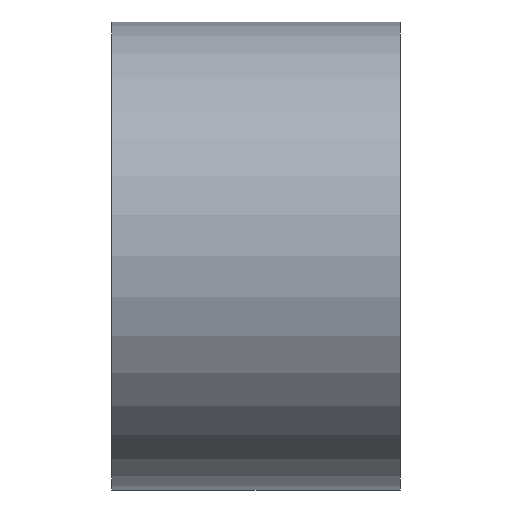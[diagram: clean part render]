
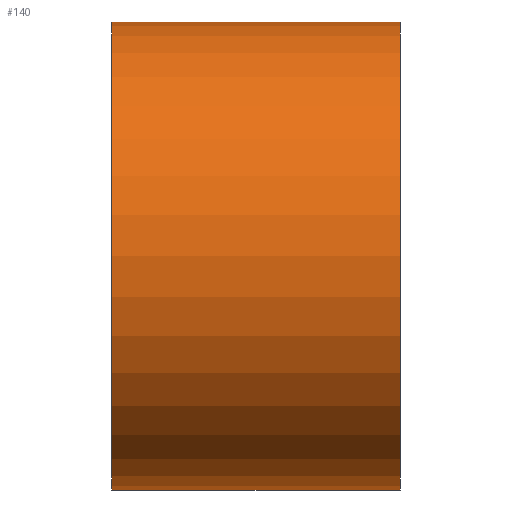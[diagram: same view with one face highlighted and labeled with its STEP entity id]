
A CAD part, left-side view. The second image highlights one B-rep face of the part: STEP entity #140.
In plain terms, the highlighted cylindrical face has radius 3.975 mm (diameter 7.95 mm), a partial arc.
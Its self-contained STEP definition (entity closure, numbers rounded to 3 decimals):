
#14 = EDGE_CURVE ( 'NONE', #48, #217, #291, .T. ) ;
#18 = DIRECTION ( 'NONE',  ( 0., 0., 1. ) ) ;
#44 = ORIENTED_EDGE ( 'NONE', *, *, #129, .F. ) ;
#45 = CIRCLE ( 'NONE', #215, 3.975 ) ;
#48 = VERTEX_POINT ( 'NONE', #104 ) ;
#61 = CARTESIAN_POINT ( 'NONE',  ( 0., 2.45, 0. ) ) ;
#62 = DIRECTION ( 'NONE',  ( 0., 1., 0. ) ) ;
#72 = ORIENTED_EDGE ( 'NONE', *, *, #183, .T. ) ;
#95 = AXIS2_PLACEMENT_3D ( 'NONE', #133, #224, #18 ) ;
#97 = EDGE_CURVE ( 'NONE', #189, #168, #225, .T. ) ;
#104 = CARTESIAN_POINT ( 'NONE',  ( 0., 2.45, -3.975 ) ) ;
#109 = CARTESIAN_POINT ( 'NONE',  ( 0., 2.45, 3.975 ) ) ;
#110 = DIRECTION ( 'NONE',  ( 0., 0., 1. ) ) ;
#127 = DIRECTION ( 'NONE',  ( 0., -1., 0. ) ) ;
#129 = EDGE_CURVE ( 'NONE', #48, #189, #45, .T. ) ;
#130 = DIRECTION ( 'NONE',  ( 0., -1., 0. ) ) ;
#133 = CARTESIAN_POINT ( 'NONE',  ( 0., -2.45, 0. ) ) ;
#135 = CARTESIAN_POINT ( 'NONE',  ( 0., 2.45, 0. ) ) ;
#140 = ADVANCED_FACE ( 'NONE', ( #253 ), #296, .T. ) ;
#147 = CARTESIAN_POINT ( 'NONE',  ( 0., 2.45, -3.975 ) ) ;
#156 = VECTOR ( 'NONE', #127, 1000. ) ;
#166 = ORIENTED_EDGE ( 'NONE', *, *, #14, .T. ) ;
#168 = VERTEX_POINT ( 'NONE', #245 ) ;
#182 = CARTESIAN_POINT ( 'NONE',  ( 0., 2.45, 3.975 ) ) ;
#183 = EDGE_CURVE ( 'NONE', #217, #168, #226, .T. ) ;
#189 = VERTEX_POINT ( 'NONE', #182 ) ;
#190 = VECTOR ( 'NONE', #130, 1000. ) ;
#210 = ORIENTED_EDGE ( 'NONE', *, *, #97, .F. ) ;
#215 = AXIS2_PLACEMENT_3D ( 'NONE', #135, #62, #110 ) ;
#217 = VERTEX_POINT ( 'NONE', #274 ) ;
#224 = DIRECTION ( 'NONE',  ( 0., 1., 0. ) ) ;
#225 = LINE ( 'NONE', #109, #190 ) ;
#226 = CIRCLE ( 'NONE', #95, 3.975 ) ;
#242 = EDGE_LOOP ( 'NONE', ( #210, #44, #166, #72 ) ) ;
#245 = CARTESIAN_POINT ( 'NONE',  ( 0., -2.45, 3.975 ) ) ;
#253 = FACE_OUTER_BOUND ( 'NONE', #242, .T. ) ;
#269 = DIRECTION ( 'NONE',  ( 0., 0., -1. ) ) ;
#273 = DIRECTION ( 'NONE',  ( 0., -1., 0. ) ) ;
#274 = CARTESIAN_POINT ( 'NONE',  ( 0., -2.45, -3.975 ) ) ;
#283 = AXIS2_PLACEMENT_3D ( 'NONE', #61, #273, #269 ) ;
#291 = LINE ( 'NONE', #147, #156 ) ;
#296 = CYLINDRICAL_SURFACE ( 'NONE', #283, 3.975 ) ;
